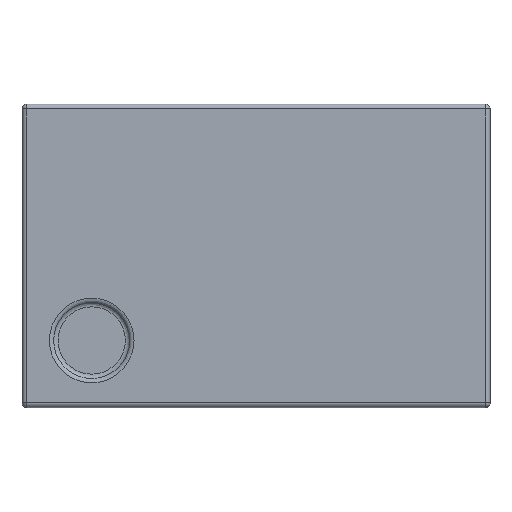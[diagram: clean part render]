
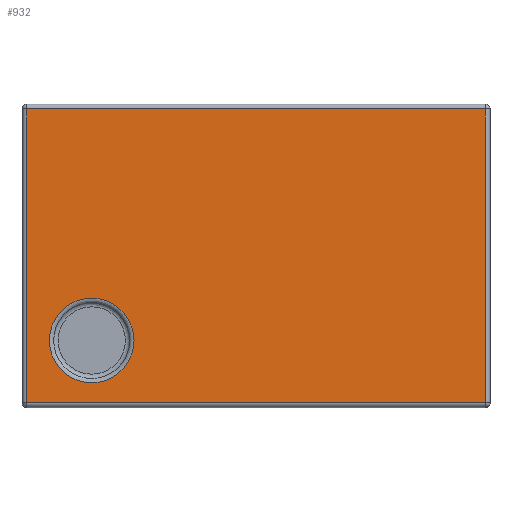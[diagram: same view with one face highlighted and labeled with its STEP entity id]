
A CAD part, top view. The second image highlights one B-rep face of the part: STEP entity #932.
In plain terms, the highlighted planar face has unit normal (0, 0, 1).
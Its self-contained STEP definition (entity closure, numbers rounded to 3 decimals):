
#37=FACE_BOUND('',#386,.T.);
#56=LINE('',#1487,#152);
#57=LINE('',#1490,#153);
#59=LINE('',#1493,#155);
#60=LINE('',#1495,#156);
#152=VECTOR('',#1217,10.);
#153=VECTOR('',#1222,10.);
#155=VECTOR('',#1226,10.);
#156=VECTOR('',#1229,10.);
#256=PLANE('',#1056);
#320=FACE_OUTER_BOUND('',#385,.T.);
#385=EDGE_LOOP('',(#750,#751,#752,#753));
#386=EDGE_LOOP('',(#754));
#451=CIRCLE('',#1057,0.085);
#469=VERTEX_POINT('',#1440);
#472=VERTEX_POINT('',#1459);
#475=VERTEX_POINT('',#1466);
#478=VERTEX_POINT('',#1476);
#479=VERTEX_POINT('',#1500);
#573=EDGE_CURVE('',#478,#472,#56,.T.);
#574=EDGE_CURVE('',#475,#478,#57,.T.);
#576=EDGE_CURVE('',#472,#469,#59,.T.);
#577=EDGE_CURVE('',#469,#475,#60,.T.);
#579=EDGE_CURVE('',#479,#479,#451,.T.);
#750=ORIENTED_EDGE('',*,*,#574,.F.);
#751=ORIENTED_EDGE('',*,*,#577,.F.);
#752=ORIENTED_EDGE('',*,*,#576,.F.);
#753=ORIENTED_EDGE('',*,*,#573,.F.);
#754=ORIENTED_EDGE('',*,*,#579,.F.);
#932=ADVANCED_FACE('',(#320,#37),#256,.T.);
#1056=AXIS2_PLACEMENT_3D('',#1499,#1235,#1236);
#1057=AXIS2_PLACEMENT_3D('',#1501,#1237,#1238);
#1217=DIRECTION('',(0.,-1.,0.));
#1222=DIRECTION('',(1.,0.,0.));
#1226=DIRECTION('',(-1.,0.,0.));
#1229=DIRECTION('',(0.,1.,0.));
#1235=DIRECTION('center_axis',(0.,0.,1.));
#1236=DIRECTION('ref_axis',(1.,0.,0.));
#1237=DIRECTION('center_axis',(0.,0.,1.));
#1238=DIRECTION('ref_axis',(-1.,0.,0.));
#1440=CARTESIAN_POINT('',(-0.46,-0.295,0.34));
#1459=CARTESIAN_POINT('',(0.46,-0.295,0.34));
#1466=CARTESIAN_POINT('',(-0.46,0.295,0.34));
#1476=CARTESIAN_POINT('',(0.46,0.295,0.34));
#1487=CARTESIAN_POINT('',(0.46,-0.153,0.34));
#1490=CARTESIAN_POINT('',(0.235,0.295,0.34));
#1493=CARTESIAN_POINT('',(-0.235,-0.295,0.34));
#1495=CARTESIAN_POINT('',(-0.46,0.153,0.34));
#1499=CARTESIAN_POINT('Origin',(0.,0.,0.34));
#1500=CARTESIAN_POINT('',(-0.245,-0.17,0.34));
#1501=CARTESIAN_POINT('Origin',(-0.33,-0.17,0.34));
